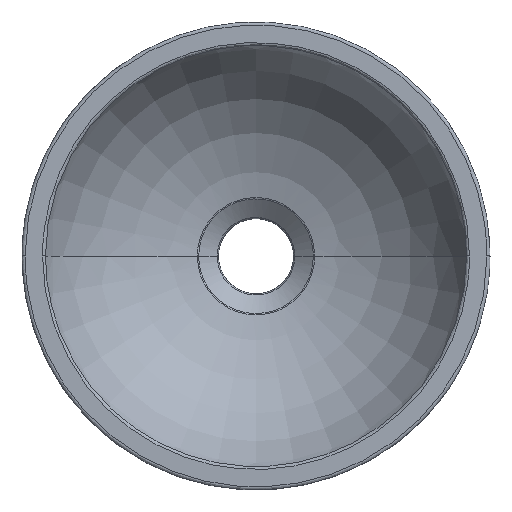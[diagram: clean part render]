
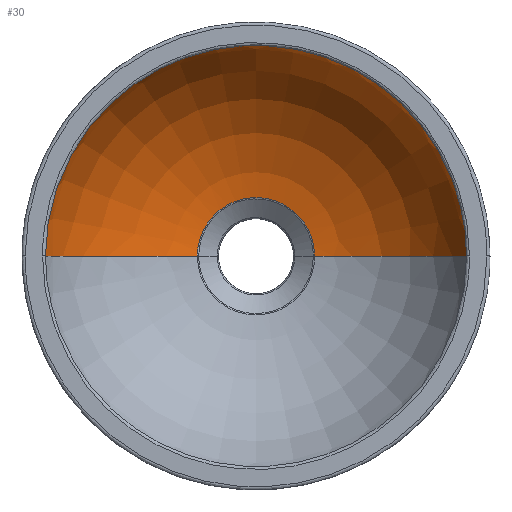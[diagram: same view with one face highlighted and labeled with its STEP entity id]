
A CAD part, top view. The second image highlights one B-rep face of the part: STEP entity #30.
In plain terms, the highlighted free-form (B-spline) face has degree [2, 2] with [9, 9] control points.
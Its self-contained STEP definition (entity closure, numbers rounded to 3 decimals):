
#30=ADVANCED_FACE('',(#67),#551,.T.);
#67=FACE_OUTER_BOUND('',#104,.T.);
#104=EDGE_LOOP('',(#149,#150,#151,#152));
#149=ORIENTED_EDGE('',*,*,#322,.F.);
#150=ORIENTED_EDGE('',*,*,#402,.F.);
#151=ORIENTED_EDGE('',*,*,#323,.F.);
#152=ORIENTED_EDGE('',*,*,#321,.F.);
#321=EDGE_CURVE('',#493,#494,#421,.T.);
#322=EDGE_CURVE('',#491,#493,#422,.T.);
#323=EDGE_CURVE('',#494,#492,#423,.T.);
#402=EDGE_CURVE('',#492,#491,#488,.T.);
#421=(
BOUNDED_CURVE()
B_SPLINE_CURVE(2,(#2555,#2556,#2557,#2558,#2559),.UNSPECIFIED.,.F.,.F.)
B_SPLINE_CURVE_WITH_KNOTS((3,2,3),(-117.709,-58.855,
0.),.UNSPECIFIED.)
CURVE()
GEOMETRIC_REPRESENTATION_ITEM()
RATIONAL_B_SPLINE_CURVE((1.,0.707,1.,0.707,1.))
REPRESENTATION_ITEM('')
);
#422=(
BOUNDED_CURVE()
B_SPLINE_CURVE(2,(#2560,#2561,#2562),.UNSPECIFIED.,.F.,.F.)
B_SPLINE_CURVE_WITH_KNOTS((3,3),(-131.739,0.),.UNSPECIFIED.)
CURVE()
GEOMETRIC_REPRESENTATION_ITEM()
RATIONAL_B_SPLINE_CURVE((1.,0.874,1.))
REPRESENTATION_ITEM('')
);
#423=(
BOUNDED_CURVE()
B_SPLINE_CURVE(2,(#2563,#2564,#2565),.UNSPECIFIED.,.F.,.F.)
B_SPLINE_CURVE_WITH_KNOTS((3,3),(-131.739,0.),.UNSPECIFIED.)
CURVE()
GEOMETRIC_REPRESENTATION_ITEM()
RATIONAL_B_SPLINE_CURVE((1.,0.874,1.))
REPRESENTATION_ITEM('')
);
#488=(
BOUNDED_CURVE()
B_SPLINE_CURVE(2,(#2882,#2883,#2884,#2885,#2886),.UNSPECIFIED.,.F.,.F.)
B_SPLINE_CURVE_WITH_KNOTS((3,2,3),(0.,211.291,422.582),
 .UNSPECIFIED.)
CURVE()
GEOMETRIC_REPRESENTATION_ITEM()
RATIONAL_B_SPLINE_CURVE((1.,0.707,1.,0.707,1.))
REPRESENTATION_ITEM('')
);
#491=VERTEX_POINT('',#2491);
#492=VERTEX_POINT('',#2492);
#493=VERTEX_POINT('',#2493);
#494=VERTEX_POINT('',#2494);
#551=(
BOUNDED_SURFACE()
B_SPLINE_SURFACE(2,2,((#705,#706,#707,#708,#709,#710,#711,#712,#713),(#714,
#715,#716,#717,#718,#719,#720,#721,#722),(#723,#724,#725,#726,#727,#728,
#729,#730,#731),(#732,#733,#734,#735,#736,#737,#738,#739,#740),(#741,#742,
#743,#744,#745,#746,#747,#748,#749),(#750,#751,#752,#753,#754,#755,#756,
#757,#758),(#759,#760,#761,#762,#763,#764,#765,#766,#767),(#768,#769,#770,
#771,#772,#773,#774,#775,#776),(#777,#778,#779,#780,#781,#782,#783,#784,
#785)),.UNSPECIFIED.,.F.,.F.,.F.)
B_SPLINE_SURFACE_WITH_KNOTS((3,2,2,2,3),(3,2,2,2,3),(0.,108.787,
217.573,326.36,435.147),(0.,20.964,
41.929,62.893,83.858),.UNSPECIFIED.)
GEOMETRIC_REPRESENTATION_ITEM()
RATIONAL_B_SPLINE_SURFACE(((1.,0.707,1.,0.707,1.,
0.707,1.,0.707,1.),(0.914,0.646,
0.914,0.646,0.914,0.646,
0.914,0.646,0.914),(1.,0.707,
1.,0.707,1.,0.707,1.,0.707,1.),(0.914,
0.646,0.914,0.646,0.914,
0.646,0.914,0.646,0.914),
(1.,0.707,1.,0.707,1.,0.707,1.,0.707,
1.),(0.914,0.646,0.914,0.646,
0.914,0.646,0.914,0.646,
0.914),(1.,0.707,1.,0.707,1.,0.707,
1.,0.707,1.),(0.914,0.646,0.914,
0.646,0.914,0.646,0.914,
0.646,0.914),(1.,0.707,1.,0.707,
1.,0.707,1.,0.707,1.)))
REPRESENTATION_ITEM('')
SURFACE()
);
#705=CARTESIAN_POINT('',(0.,-0.91,18.427));
#706=CARTESIAN_POINT('',(0.,-0.91,18.427));
#707=CARTESIAN_POINT('',(0.,-0.91,18.427));
#708=CARTESIAN_POINT('',(0.,-0.91,18.427));
#709=CARTESIAN_POINT('',(0.,-0.91,18.427));
#710=CARTESIAN_POINT('',(0.,-0.91,18.427));
#711=CARTESIAN_POINT('',(0.,-0.91,18.427));
#712=CARTESIAN_POINT('',(0.,-0.91,18.427));
#713=CARTESIAN_POINT('',(0.,-0.91,18.427));
#714=CARTESIAN_POINT('',(0.,-58.411,12.492));
#715=CARTESIAN_POINT('',(57.501,-58.411,12.492));
#716=CARTESIAN_POINT('',(57.501,-0.91,12.492));
#717=CARTESIAN_POINT('',(57.501,56.591,12.492));
#718=CARTESIAN_POINT('',(0.,56.591,12.492));
#719=CARTESIAN_POINT('',(-57.501,56.591,12.492));
#720=CARTESIAN_POINT('',(-57.501,-0.91,12.492));
#721=CARTESIAN_POINT('',(-57.501,-58.411,12.492));
#722=CARTESIAN_POINT('',(0.,-58.411,12.492));
#723=CARTESIAN_POINT('',(0.,-101.334,51.213));
#724=CARTESIAN_POINT('',(100.424,-101.334,51.213));
#725=CARTESIAN_POINT('',(100.424,-0.91,51.213));
#726=CARTESIAN_POINT('',(100.424,99.514,51.213));
#727=CARTESIAN_POINT('',(0.,99.514,51.213));
#728=CARTESIAN_POINT('',(-100.424,99.514,51.213));
#729=CARTESIAN_POINT('',(-100.424,-0.91,51.213));
#730=CARTESIAN_POINT('',(-100.424,-101.334,51.213));
#731=CARTESIAN_POINT('',(0.,-101.334,51.213));
#732=CARTESIAN_POINT('',(0.,-144.256,89.933));
#733=CARTESIAN_POINT('',(143.346,-144.256,89.933));
#734=CARTESIAN_POINT('',(143.346,-0.91,89.933));
#735=CARTESIAN_POINT('',(143.346,142.436,89.933));
#736=CARTESIAN_POINT('',(0.,142.436,89.933));
#737=CARTESIAN_POINT('',(-143.346,142.436,89.933));
#738=CARTESIAN_POINT('',(-143.346,-0.91,89.933));
#739=CARTESIAN_POINT('',(-143.346,-144.256,89.933));
#740=CARTESIAN_POINT('',(0.,-144.256,89.933));
#741=CARTESIAN_POINT('',(0.,-144.256,147.74));
#742=CARTESIAN_POINT('',(143.346,-144.256,147.74));
#743=CARTESIAN_POINT('',(143.346,-0.91,147.74));
#744=CARTESIAN_POINT('',(143.346,142.436,147.74));
#745=CARTESIAN_POINT('',(0.,142.436,147.74));
#746=CARTESIAN_POINT('',(-143.346,142.436,147.74));
#747=CARTESIAN_POINT('',(-143.346,-0.91,147.74));
#748=CARTESIAN_POINT('',(-143.346,-144.256,147.74));
#749=CARTESIAN_POINT('',(0.,-144.256,147.74));
#750=CARTESIAN_POINT('',(0.,-144.256,205.547));
#751=CARTESIAN_POINT('',(143.346,-144.256,205.547));
#752=CARTESIAN_POINT('',(143.346,-0.91,205.547));
#753=CARTESIAN_POINT('',(143.346,142.436,205.547));
#754=CARTESIAN_POINT('',(0.,142.436,205.547));
#755=CARTESIAN_POINT('',(-143.346,142.436,205.547));
#756=CARTESIAN_POINT('',(-143.346,-0.91,205.547));
#757=CARTESIAN_POINT('',(-143.346,-144.256,205.547));
#758=CARTESIAN_POINT('',(0.,-144.256,205.547));
#759=CARTESIAN_POINT('',(0.,-101.334,244.267));
#760=CARTESIAN_POINT('',(100.424,-101.334,244.267));
#761=CARTESIAN_POINT('',(100.424,-0.91,244.267));
#762=CARTESIAN_POINT('',(100.424,99.514,244.267));
#763=CARTESIAN_POINT('',(0.,99.514,244.267));
#764=CARTESIAN_POINT('',(-100.424,99.514,244.267));
#765=CARTESIAN_POINT('',(-100.424,-0.91,244.267));
#766=CARTESIAN_POINT('',(-100.424,-101.334,244.267));
#767=CARTESIAN_POINT('',(0.,-101.334,244.267));
#768=CARTESIAN_POINT('',(0.,-58.411,282.988));
#769=CARTESIAN_POINT('',(57.501,-58.411,282.988));
#770=CARTESIAN_POINT('',(57.501,-0.91,282.988));
#771=CARTESIAN_POINT('',(57.501,56.591,282.988));
#772=CARTESIAN_POINT('',(0.,56.591,282.988));
#773=CARTESIAN_POINT('',(-57.501,56.591,282.988));
#774=CARTESIAN_POINT('',(-57.501,-0.91,282.988));
#775=CARTESIAN_POINT('',(-57.501,-58.411,282.988));
#776=CARTESIAN_POINT('',(0.,-58.411,282.988));
#777=CARTESIAN_POINT('',(0.,-0.91,277.053));
#778=CARTESIAN_POINT('',(0.,-0.91,277.053));
#779=CARTESIAN_POINT('',(0.,-0.91,277.053));
#780=CARTESIAN_POINT('',(0.,-0.91,277.053));
#781=CARTESIAN_POINT('',(0.,-0.91,277.053));
#782=CARTESIAN_POINT('',(0.,-0.91,277.053));
#783=CARTESIAN_POINT('',(0.,-0.91,277.053));
#784=CARTESIAN_POINT('',(0.,-0.91,277.053));
#785=CARTESIAN_POINT('',(0.,-0.91,277.053));
#2491=CARTESIAN_POINT('',(134.512,-0.91,100.635));
#2492=CARTESIAN_POINT('',(-134.512,-0.91,100.635));
#2493=CARTESIAN_POINT('',(37.468,-0.91,19.997));
#2494=CARTESIAN_POINT('',(-37.468,-0.91,19.997));
#2555=CARTESIAN_POINT('',(37.468,-0.91,19.997));
#2556=CARTESIAN_POINT('',(37.468,36.558,19.997));
#2557=CARTESIAN_POINT('',(0.,36.558,19.997));
#2558=CARTESIAN_POINT('',(-37.468,36.558,19.997));
#2559=CARTESIAN_POINT('',(-37.468,-0.91,19.997));
#2560=CARTESIAN_POINT('',(134.512,-0.91,100.635));
#2561=CARTESIAN_POINT('',(108.368,-0.91,33.385));
#2562=CARTESIAN_POINT('',(37.468,-0.91,19.997));
#2563=CARTESIAN_POINT('',(-37.468,-0.91,19.997));
#2564=CARTESIAN_POINT('',(-108.368,-0.91,33.385));
#2565=CARTESIAN_POINT('',(-134.512,-0.91,100.635));
#2882=CARTESIAN_POINT('',(-134.512,-0.91,100.635));
#2883=CARTESIAN_POINT('',(-134.512,133.602,100.635));
#2884=CARTESIAN_POINT('',(0.,133.602,100.635));
#2885=CARTESIAN_POINT('',(134.512,133.602,100.635));
#2886=CARTESIAN_POINT('',(134.512,-0.91,100.635));
